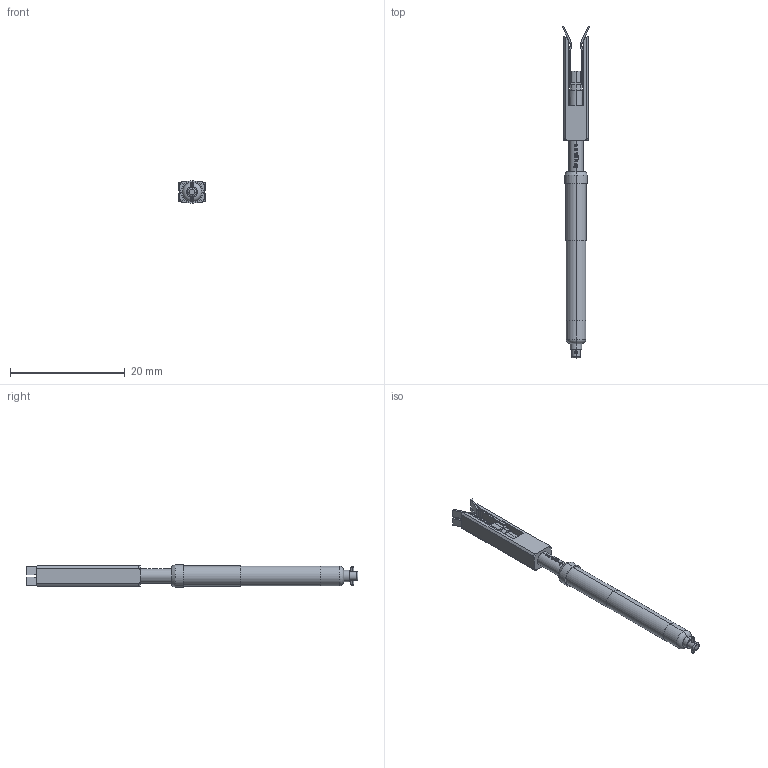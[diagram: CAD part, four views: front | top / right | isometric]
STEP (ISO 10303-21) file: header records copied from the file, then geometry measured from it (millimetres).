
FILE_DESCRIPTION (( 'STEP AP203' ), '1' );
FILE_NAME ('INGUN_HKF-617_03208_080_A_xxx02.STEP', '2022-03-08T14:09:46', ( 'ochi' ), ( '' ), 'SwSTEP 2.0', 'SolidWorks 2018', '' );
FILE_SCHEMA (( 'CONFIG_CONTROL_DESIGN' ));
Length unit declared in the file: millimetre
Products named in the file (1): INGUN_HKF-617_03208_080_A_xxx02
Bounding box: 4.8 x 57.9 x 4 mm (x, y, z)
Volume: 520.5 mm3; surface area: 906.8 mm2
Topology: 1 solids, 1 shells, 260 faces, 665 edges, 416 vertices
Faces by surface type: plane 136, cylinder 86, bspline 22, cone 8, torus 8
Entity records: 8266 total; most frequent: CARTESIAN_POINT 2012, ORIENTED_EDGE 1330, DIRECTION 1253, EDGE_CURVE 665, AXIS2_PLACEMENT_3D 467, VERTEX_POINT 416, VECTOR 319, LINE 319
